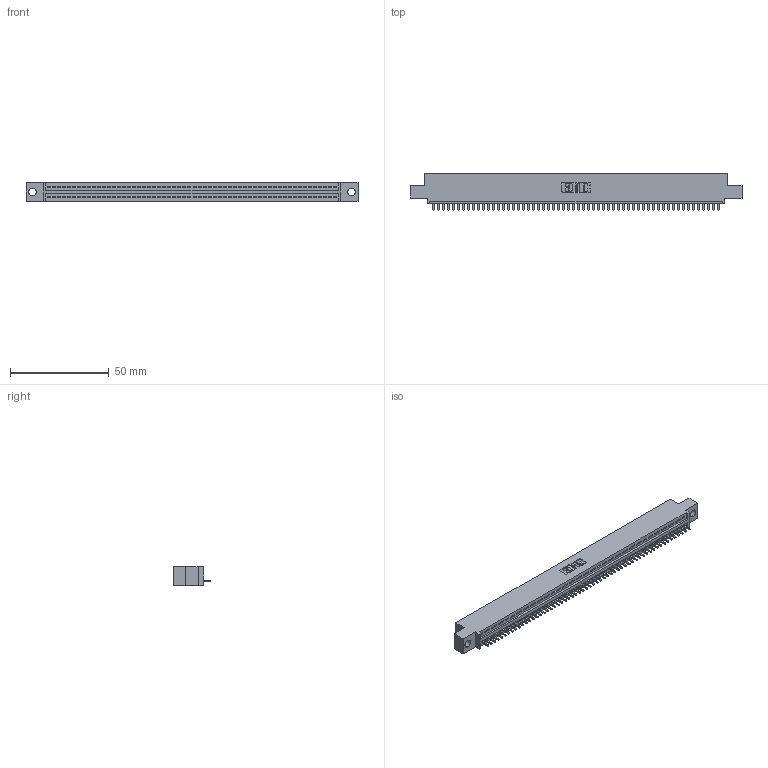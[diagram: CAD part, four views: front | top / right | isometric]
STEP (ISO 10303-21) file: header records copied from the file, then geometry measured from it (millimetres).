
FILE_DESCRIPTION (( 'STEP AP203' ), '1' );
FILE_NAME ('345-058-521-404.STEP', '2019-10-10T15:55:28', ( '' ), ( '' ), 'SwSTEP 2.0', 'SolidWorks 2016', '' );
FILE_SCHEMA (( 'CONFIG_CONTROL_DESIGN' ));
Length unit declared in the file: inch
Products named in the file (3): 345-292-001_345-293-121; 345 Part_0.110 Offset - 0.156 Dia-TH; 345-058-521-404
Assembly tree (59 placements, depth 2):
  345-058-521-404
    345 Part_0.110 Offset - 0.156 Dia-TH
    345-292-001_345-293-121  x58
Bounding box: 168.53 x 18.72 x 9.4 mm (x, y, z)
Volume: 15811.9 mm3; surface area: 20475.3 mm2
Topology: 59 solids, 59 shells, 3494 faces, 10561 edges, 6962 vertices
Faces by surface type: plane 2404, cylinder 1090
Entity records: 41651 total; most frequent: CARTESIAN_POINT 7222, ORIENTED_EDGE 7214, DIRECTION 6283, EDGE_CURVE 3607, VECTOR 3243, LINE 3243, VERTEX_POINT 2402, AXIS2_PLACEMENT_3D 1520
